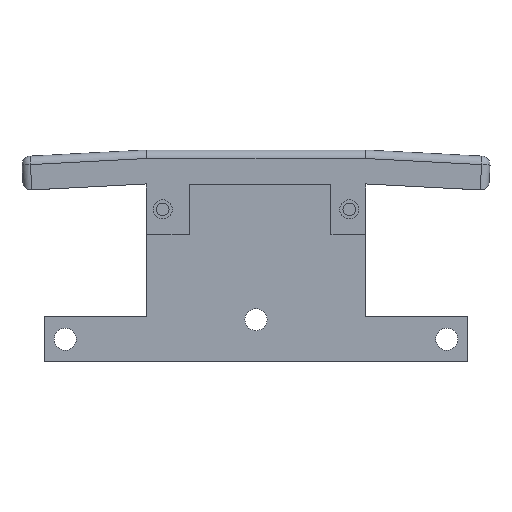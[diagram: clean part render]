
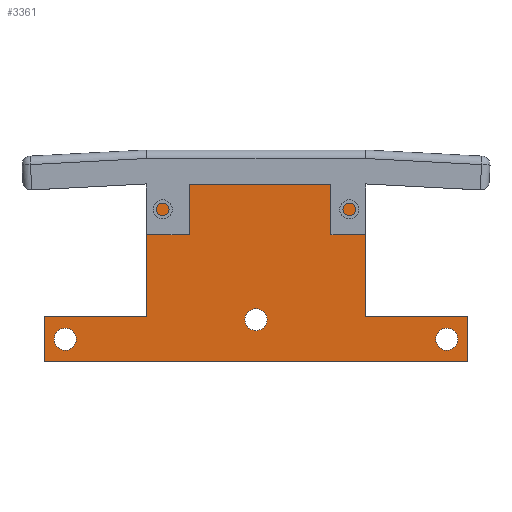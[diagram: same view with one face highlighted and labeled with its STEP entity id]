
A CAD part, front view. The second image highlights one B-rep face of the part: STEP entity #3361.
In plain terms, the highlighted planar face has unit normal (0, -1, 0).
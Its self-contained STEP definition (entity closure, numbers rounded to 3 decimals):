
#7 = CARTESIAN_POINT ( 'NONE',  ( 75.846, 35.438, -31.241 ) ) ;
#34 = LINE ( 'NONE', #1135, #827 ) ;
#49 = LINE ( 'NONE', #2470, #2539 ) ;
#96 = DIRECTION ( 'NONE',  ( 0., 0., 1. ) ) ;
#145 = CIRCLE ( 'NONE', #2126, 2.6 ) ;
#154 = CARTESIAN_POINT ( 'NONE',  ( 75.846, 35.438, 0. ) ) ;
#163 = EDGE_CURVE ( 'NONE', #2163, #1490, #1865, .T. ) ;
#220 = CIRCLE ( 'NONE', #1398, 2.6 ) ;
#224 = CARTESIAN_POINT ( 'NONE',  ( 51.692, 35.438, 0. ) ) ;
#235 = DIRECTION ( 'NONE',  ( 0., 1., 0. ) ) ;
#261 = VERTEX_POINT ( 'NONE', #1969 ) ;
#268 = CARTESIAN_POINT ( 'NONE',  ( -24.154, 35.438, -31.241 ) ) ;
#293 = EDGE_CURVE ( 'NONE', #1106, #1834, #1469, .T. ) ;
#296 = CARTESIAN_POINT ( 'NONE',  ( 70.846, 35.438, -36.621 ) ) ;
#297 = DIRECTION ( 'NONE',  ( -1., 0., 0. ) ) ;
#300 = DIRECTION ( 'NONE',  ( 0., 0., 1. ) ) ;
#345 = CARTESIAN_POINT ( 'NONE',  ( 75.846, 35.438, -42. ) ) ;
#380 = VERTEX_POINT ( 'NONE', #2891 ) ;
#398 = CARTESIAN_POINT ( 'NONE',  ( -19.154, 35.438, -34.021 ) ) ;
#467 = DIRECTION ( 'NONE',  ( 0., 1., 0. ) ) ;
#476 = FACE_BOUND ( 'NONE', #1511, .T. ) ;
#535 = ORIENTED_EDGE ( 'NONE', *, *, #1205, .T. ) ;
#536 = EDGE_CURVE ( 'NONE', #1302, #829, #2061, .T. ) ;
#545 = CARTESIAN_POINT ( 'NONE',  ( 25.846, 35.438, -34.6 ) ) ;
#593 = ORIENTED_EDGE ( 'NONE', *, *, #1185, .F. ) ;
#603 = DIRECTION ( 'NONE',  ( 0., 0., 1. ) ) ;
#638 = CIRCLE ( 'NONE', #2616, 2.6 ) ;
#642 = VERTEX_POINT ( 'NONE', #398 ) ;
#644 = CARTESIAN_POINT ( 'NONE',  ( 7.206, 35.438, -46. ) ) ;
#645 = CARTESIAN_POINT ( 'NONE',  ( 0., 35.438, 0. ) ) ;
#653 = VECTOR ( 'NONE', #2719, 1000. ) ;
#667 = CARTESIAN_POINT ( 'NONE',  ( 70.846, 35.438, -34.021 ) ) ;
#689 = ORIENTED_EDGE ( 'NONE', *, *, #293, .T. ) ;
#690 = VERTEX_POINT ( 'NONE', #545 ) ;
#723 = VECTOR ( 'NONE', #2004, 1000. ) ;
#727 = DIRECTION ( 'NONE',  ( 0., 0., 1. ) ) ;
#780 = VERTEX_POINT ( 'NONE', #1293 ) ;
#792 = CARTESIAN_POINT ( 'NONE',  ( 0., 35.438, -42. ) ) ;
#813 = CIRCLE ( 'NONE', #976, 2.6 ) ;
#827 = VECTOR ( 'NONE', #2187, 1000. ) ;
#829 = VERTEX_POINT ( 'NONE', #345 ) ;
#843 = CARTESIAN_POINT ( 'NONE',  ( 0., 35.438, -31.241 ) ) ;
#862 = DIRECTION ( 'NONE',  ( 1., 0., 0. ) ) ;
#916 = EDGE_CURVE ( 'NONE', #2462, #1666, #813, .T. ) ;
#921 = CARTESIAN_POINT ( 'NONE',  ( 44.486, 35.438, -46. ) ) ;
#969 = DIRECTION ( 'NONE',  ( 0., 0., 1. ) ) ;
#975 = CARTESIAN_POINT ( 'NONE',  ( 0., 35.438, 0. ) ) ;
#976 = AXIS2_PLACEMENT_3D ( 'NONE', #296, #2762, #96 ) ;
#1007 = EDGE_CURVE ( 'NONE', #642, #380, #638, .T. ) ;
#1014 = ORIENTED_EDGE ( 'NONE', *, *, #536, .T. ) ;
#1016 = LINE ( 'NONE', #2424, #2294 ) ;
#1033 = ORIENTED_EDGE ( 'NONE', *, *, #1007, .F. ) ;
#1079 = EDGE_LOOP ( 'NONE', ( #2960, #3118 ) ) ;
#1088 = CARTESIAN_POINT ( 'NONE',  ( 51.692, 35.438, 0. ) ) ;
#1101 = CARTESIAN_POINT ( 'NONE',  ( 51.692, 35.438, -31.241 ) ) ;
#1106 = VERTEX_POINT ( 'NONE', #2250 ) ;
#1122 = EDGE_LOOP ( 'NONE', ( #1014, #1948, #2389, #1502, #593, #689, #3400, #1137, #3076, #2951, #1379, #535 ) ) ;
#1135 = CARTESIAN_POINT ( 'NONE',  ( 0., 35.438, 0. ) ) ;
#1137 = ORIENTED_EDGE ( 'NONE', *, *, #3163, .F. ) ;
#1153 = VECTOR ( 'NONE', #300, 1000. ) ;
#1173 = DIRECTION ( 'NONE',  ( 0., 1., 0. ) ) ;
#1180 = CARTESIAN_POINT ( 'NONE',  ( -19.154, 35.438, -36.621 ) ) ;
#1185 = EDGE_CURVE ( 'NONE', #1106, #2967, #1358, .T. ) ;
#1205 = EDGE_CURVE ( 'NONE', #2574, #1302, #1016, .T. ) ;
#1222 = DIRECTION ( 'NONE',  ( 0., 0., -1. ) ) ;
#1274 = CARTESIAN_POINT ( 'NONE',  ( 0., 35.438, 0. ) ) ;
#1293 = CARTESIAN_POINT ( 'NONE',  ( 0., 35.438, -31.241 ) ) ;
#1301 = EDGE_CURVE ( 'NONE', #1579, #1501, #2240, .T. ) ;
#1302 = VERTEX_POINT ( 'NONE', #2277 ) ;
#1347 = CARTESIAN_POINT ( 'NONE',  ( 44.486, 35.438, 8. ) ) ;
#1358 = LINE ( 'NONE', #1274, #653 ) ;
#1361 = CARTESIAN_POINT ( 'NONE',  ( -19.154, 35.438, -36.621 ) ) ;
#1370 = VECTOR ( 'NONE', #2442, 1000. ) ;
#1379 = ORIENTED_EDGE ( 'NONE', *, *, #2551, .F. ) ;
#1398 = AXIS2_PLACEMENT_3D ( 'NONE', #3141, #235, #727 ) ;
#1414 = EDGE_CURVE ( 'NONE', #1834, #2586, #49, .T. ) ;
#1469 = LINE ( 'NONE', #921, #723 ) ;
#1490 = VERTEX_POINT ( 'NONE', #1101 ) ;
#1499 = DIRECTION ( 'NONE',  ( 0., 0., 1. ) ) ;
#1501 = VERTEX_POINT ( 'NONE', #1938 ) ;
#1502 = ORIENTED_EDGE ( 'NONE', *, *, #1719, .F. ) ;
#1511 = EDGE_LOOP ( 'NONE', ( #1033, #2623 ) ) ;
#1542 = CIRCLE ( 'NONE', #1990, 2.6 ) ;
#1550 = PLANE ( 'NONE',  #2008 ) ;
#1579 = VERTEX_POINT ( 'NONE', #975 ) ;
#1652 = ORIENTED_EDGE ( 'NONE', *, *, #916, .F. ) ;
#1666 = VERTEX_POINT ( 'NONE', #2146 ) ;
#1710 = VECTOR ( 'NONE', #297, 1000. ) ;
#1719 = EDGE_CURVE ( 'NONE', #2967, #1490, #3433, .T. ) ;
#1810 = FACE_BOUND ( 'NONE', #2934, .T. ) ;
#1815 = ORIENTED_EDGE ( 'NONE', *, *, #3459, .F. ) ;
#1834 = VERTEX_POINT ( 'NONE', #1347 ) ;
#1835 = CARTESIAN_POINT ( 'NONE',  ( 0., 35.438, -31.241 ) ) ;
#1865 = LINE ( 'NONE', #843, #1710 ) ;
#1873 = CARTESIAN_POINT ( 'NONE',  ( 7.206, 35.438, 8. ) ) ;
#1938 = CARTESIAN_POINT ( 'NONE',  ( 7.206, 35.438, 0. ) ) ;
#1948 = ORIENTED_EDGE ( 'NONE', *, *, #2869, .F. ) ;
#1969 = CARTESIAN_POINT ( 'NONE',  ( 25.846, 35.438, -29.4 ) ) ;
#1984 = DIRECTION ( 'NONE',  ( 0., 0., 1. ) ) ;
#1990 = AXIS2_PLACEMENT_3D ( 'NONE', #2804, #1173, #603 ) ;
#2004 = DIRECTION ( 'NONE',  ( 0., 0., 1. ) ) ;
#2008 = AXIS2_PLACEMENT_3D ( 'NONE', #3120, #467, #1499 ) ;
#2061 = LINE ( 'NONE', #792, #2312 ) ;
#2071 = CARTESIAN_POINT ( 'NONE',  ( 70.846, 35.438, -36.621 ) ) ;
#2126 = AXIS2_PLACEMENT_3D ( 'NONE', #2071, #3142, #969 ) ;
#2138 = EDGE_CURVE ( 'NONE', #690, #261, #220, .T. ) ;
#2141 = LINE ( 'NONE', #1835, #1370 ) ;
#2146 = CARTESIAN_POINT ( 'NONE',  ( 70.846, 35.438, -39.221 ) ) ;
#2163 = VERTEX_POINT ( 'NONE', #7 ) ;
#2187 = DIRECTION ( 'NONE',  ( 0., 0., 1. ) ) ;
#2212 = EDGE_CURVE ( 'NONE', #380, #642, #3260, .T. ) ;
#2240 = LINE ( 'NONE', #645, #2877 ) ;
#2250 = CARTESIAN_POINT ( 'NONE',  ( 44.486, 35.438, 0. ) ) ;
#2257 = LINE ( 'NONE', #644, #1153 ) ;
#2277 = CARTESIAN_POINT ( 'NONE',  ( -24.154, 35.438, -42. ) ) ;
#2294 = VECTOR ( 'NONE', #2457, 1000. ) ;
#2312 = VECTOR ( 'NONE', #2894, 1000. ) ;
#2389 = ORIENTED_EDGE ( 'NONE', *, *, #163, .T. ) ;
#2424 = CARTESIAN_POINT ( 'NONE',  ( -24.154, 35.438, 0. ) ) ;
#2442 = DIRECTION ( 'NONE',  ( 1., 0., 0. ) ) ;
#2457 = DIRECTION ( 'NONE',  ( 0., 0., -1. ) ) ;
#2462 = VERTEX_POINT ( 'NONE', #667 ) ;
#2470 = CARTESIAN_POINT ( 'NONE',  ( 7.206, 35.438, 8. ) ) ;
#2478 = AXIS2_PLACEMENT_3D ( 'NONE', #1361, #3252, #2756 ) ;
#2503 = DIRECTION ( 'NONE',  ( -1., 0., 0. ) ) ;
#2539 = VECTOR ( 'NONE', #2503, 1000. ) ;
#2551 = EDGE_CURVE ( 'NONE', #2574, #780, #2141, .T. ) ;
#2574 = VERTEX_POINT ( 'NONE', #268 ) ;
#2586 = VERTEX_POINT ( 'NONE', #1873 ) ;
#2616 = AXIS2_PLACEMENT_3D ( 'NONE', #1180, #3367, #1984 ) ;
#2623 = ORIENTED_EDGE ( 'NONE', *, *, #2212, .F. ) ;
#2630 = FACE_BOUND ( 'NONE', #1079, .T. ) ;
#2719 = DIRECTION ( 'NONE',  ( 1., 0., 0. ) ) ;
#2756 = DIRECTION ( 'NONE',  ( 0., 0., 1. ) ) ;
#2759 = EDGE_CURVE ( 'NONE', #261, #690, #1542, .T. ) ;
#2762 = DIRECTION ( 'NONE',  ( 0., -1., 0. ) ) ;
#2804 = CARTESIAN_POINT ( 'NONE',  ( 25.846, 35.438, -32. ) ) ;
#2869 = EDGE_CURVE ( 'NONE', #2163, #829, #2897, .T. ) ;
#2877 = VECTOR ( 'NONE', #862, 1000. ) ;
#2891 = CARTESIAN_POINT ( 'NONE',  ( -19.154, 35.438, -39.221 ) ) ;
#2893 = FACE_OUTER_BOUND ( 'NONE', #1122, .T. ) ;
#2894 = DIRECTION ( 'NONE',  ( 1., 0., 0. ) ) ;
#2897 = LINE ( 'NONE', #154, #3134 ) ;
#2934 = EDGE_LOOP ( 'NONE', ( #1652, #1815 ) ) ;
#2951 = ORIENTED_EDGE ( 'NONE', *, *, #3184, .F. ) ;
#2960 = ORIENTED_EDGE ( 'NONE', *, *, #2759, .T. ) ;
#2962 = VECTOR ( 'NONE', #3451, 1000. ) ;
#2967 = VERTEX_POINT ( 'NONE', #1088 ) ;
#3076 = ORIENTED_EDGE ( 'NONE', *, *, #1301, .F. ) ;
#3118 = ORIENTED_EDGE ( 'NONE', *, *, #2138, .T. ) ;
#3120 = CARTESIAN_POINT ( 'NONE',  ( 7.206, 35.438, -46. ) ) ;
#3134 = VECTOR ( 'NONE', #1222, 1000. ) ;
#3141 = CARTESIAN_POINT ( 'NONE',  ( 25.846, 35.438, -32. ) ) ;
#3142 = DIRECTION ( 'NONE',  ( 0., -1., 0. ) ) ;
#3163 = EDGE_CURVE ( 'NONE', #1501, #2586, #2257, .T. ) ;
#3184 = EDGE_CURVE ( 'NONE', #780, #1579, #34, .T. ) ;
#3252 = DIRECTION ( 'NONE',  ( 0., -1., 0. ) ) ;
#3260 = CIRCLE ( 'NONE', #2478, 2.6 ) ;
#3361 = ADVANCED_FACE ( 'NONE', ( #2630, #2893, #1810, #476 ), #1550, .F. ) ;
#3367 = DIRECTION ( 'NONE',  ( 0., -1., 0. ) ) ;
#3400 = ORIENTED_EDGE ( 'NONE', *, *, #1414, .T. ) ;
#3433 = LINE ( 'NONE', #224, #2962 ) ;
#3451 = DIRECTION ( 'NONE',  ( 0., 0., -1. ) ) ;
#3459 = EDGE_CURVE ( 'NONE', #1666, #2462, #145, .T. ) ;
